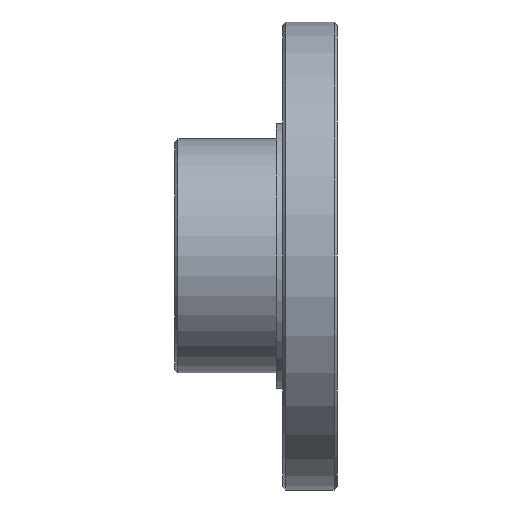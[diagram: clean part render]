
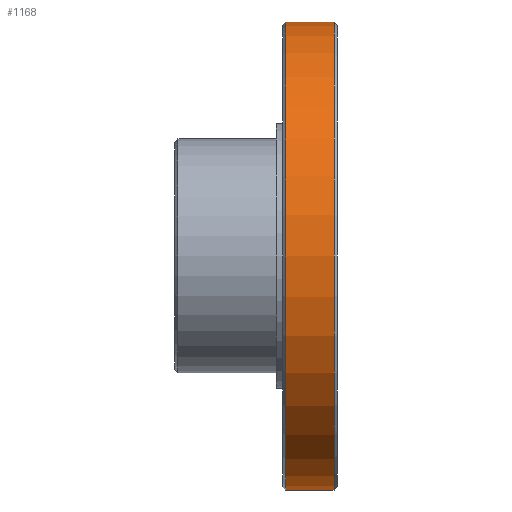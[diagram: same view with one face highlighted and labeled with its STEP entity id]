
A CAD part, left-side view. The second image highlights one B-rep face of the part: STEP entity #1168.
In plain terms, the highlighted cylindrical face has radius 15 mm (diameter 30 mm), a partial arc.
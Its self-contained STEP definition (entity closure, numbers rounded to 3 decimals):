
#6 = CARTESIAN_POINT ( 'NONE',  ( 0., 3.3, 15. ) ) ;
#27 = VECTOR ( 'NONE', #1811, 1000. ) ;
#110 = VERTEX_POINT ( 'NONE', #6 ) ;
#115 = EDGE_CURVE ( 'NONE', #110, #469, #1915, .T. ) ;
#135 = ORIENTED_EDGE ( 'NONE', *, *, #246, .F. ) ;
#152 = CARTESIAN_POINT ( 'NONE',  ( 0., 3.3, 0. ) ) ;
#169 = CARTESIAN_POINT ( 'NONE',  ( 0., 2., 15. ) ) ;
#246 = EDGE_CURVE ( 'NONE', #110, #1652, #922, .T. ) ;
#315 = CARTESIAN_POINT ( 'NONE',  ( 0., 2., -15. ) ) ;
#363 = AXIS2_PLACEMENT_3D ( 'NONE', #1643, #570, #895 ) ;
#384 = EDGE_CURVE ( 'NONE', #469, #902, #507, .T. ) ;
#469 = VERTEX_POINT ( 'NONE', #529 ) ;
#507 = LINE ( 'NONE', #315, #27 ) ;
#529 = CARTESIAN_POINT ( 'NONE',  ( 0., 3.3, -15. ) ) ;
#565 = CARTESIAN_POINT ( 'NONE',  ( 0., 2., 0. ) ) ;
#570 = DIRECTION ( 'NONE',  ( 0., 1., 0. ) ) ;
#585 = ORIENTED_EDGE ( 'NONE', *, *, #384, .T. ) ;
#609 = AXIS2_PLACEMENT_3D ( 'NONE', #565, #771, #615 ) ;
#615 = DIRECTION ( 'NONE',  ( 0., 0., -1. ) ) ;
#707 = DIRECTION ( 'NONE',  ( 0., -1., 0. ) ) ;
#709 = FACE_OUTER_BOUND ( 'NONE', #1072, .T. ) ;
#759 = EDGE_CURVE ( 'NONE', #902, #1652, #1015, .T. ) ;
#771 = DIRECTION ( 'NONE',  ( 0., -1., 0. ) ) ;
#856 = DIRECTION ( 'NONE',  ( 0., 0., 1. ) ) ;
#895 = DIRECTION ( 'NONE',  ( 0., 0., 1. ) ) ;
#902 = VERTEX_POINT ( 'NONE', #1097 ) ;
#922 = LINE ( 'NONE', #169, #1339 ) ;
#1015 = CIRCLE ( 'NONE', #363, 15. ) ;
#1032 = ORIENTED_EDGE ( 'NONE', *, *, #115, .T. ) ;
#1058 = AXIS2_PLACEMENT_3D ( 'NONE', #152, #707, #856 ) ;
#1072 = EDGE_LOOP ( 'NONE', ( #135, #1032, #585, #1485 ) ) ;
#1097 = CARTESIAN_POINT ( 'NONE',  ( 0., 0.2, -15. ) ) ;
#1168 = ADVANCED_FACE ( 'NONE', ( #709 ), #1923, .T. ) ;
#1339 = VECTOR ( 'NONE', #1695, 1000. ) ;
#1485 = ORIENTED_EDGE ( 'NONE', *, *, #759, .T. ) ;
#1643 = CARTESIAN_POINT ( 'NONE',  ( 0., 0.2, 0. ) ) ;
#1652 = VERTEX_POINT ( 'NONE', #1908 ) ;
#1695 = DIRECTION ( 'NONE',  ( 0., -1., 0. ) ) ;
#1811 = DIRECTION ( 'NONE',  ( 0., -1., 0. ) ) ;
#1908 = CARTESIAN_POINT ( 'NONE',  ( 0., 0.2, 15. ) ) ;
#1915 = CIRCLE ( 'NONE', #1058, 15. ) ;
#1923 = CYLINDRICAL_SURFACE ( 'NONE', #609, 15. ) ;
